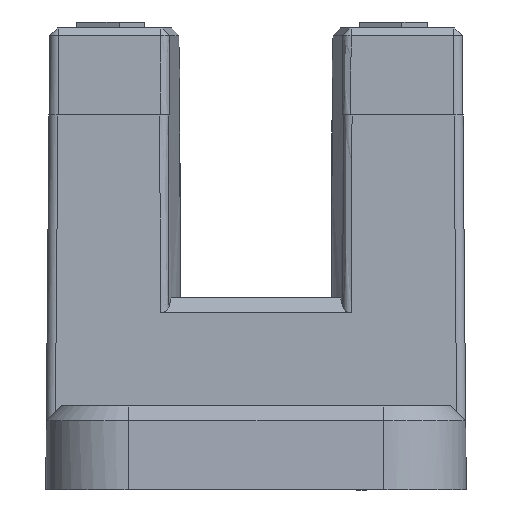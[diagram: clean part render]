
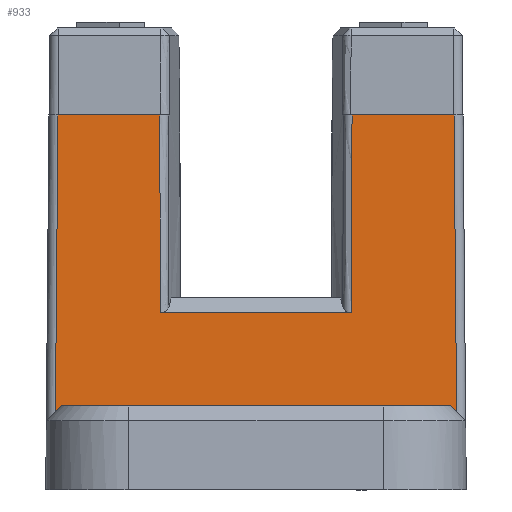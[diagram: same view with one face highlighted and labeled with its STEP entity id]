
A CAD part, left-side view. The second image highlights one B-rep face of the part: STEP entity #933.
In plain terms, the highlighted planar face has unit normal (-1, 0, 0.009).
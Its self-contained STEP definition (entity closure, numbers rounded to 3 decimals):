
#676=FACE_OUTER_BOUND('',#1282,.T.);
#933=ADVANCED_FACE('',(#676),#1112,.T.);
#1112=PLANE('',#4117);
#1282=EDGE_LOOP('',(#1769,#1770,#1771,#1772,#1773,#1774,#1775,#1776,#1777,
#1778));
#1483=ELLIPSE('',#4115,1551.95,10.835);
#1484=ELLIPSE('',#4116,1551.95,10.835);
#1769=ORIENTED_EDGE('',*,*,#3077,.F.);
#1770=ORIENTED_EDGE('',*,*,#3078,.T.);
#1771=ORIENTED_EDGE('',*,*,#3079,.T.);
#1772=ORIENTED_EDGE('',*,*,#3080,.F.);
#1773=ORIENTED_EDGE('',*,*,#3081,.T.);
#1774=ORIENTED_EDGE('',*,*,#3082,.T.);
#1775=ORIENTED_EDGE('',*,*,#3072,.F.);
#1776=ORIENTED_EDGE('',*,*,#3083,.T.);
#1777=ORIENTED_EDGE('',*,*,#3084,.T.);
#1778=ORIENTED_EDGE('',*,*,#3085,.T.);
#2699=VERTEX_POINT('',#5821);
#2700=VERTEX_POINT('',#5822);
#2701=VERTEX_POINT('',#5859);
#2702=VERTEX_POINT('',#5860);
#2703=VERTEX_POINT('',#5862);
#2704=VERTEX_POINT('',#5864);
#2705=VERTEX_POINT('',#5866);
#2706=VERTEX_POINT('',#5868);
#2707=VERTEX_POINT('',#5871);
#2708=VERTEX_POINT('',#5873);
#3072=EDGE_CURVE('',#2699,#2700,#3508,.T.);
#3077=EDGE_CURVE('',#2701,#2702,#3509,.T.);
#3078=EDGE_CURVE('',#2701,#2703,#3510,.T.);
#3079=EDGE_CURVE('',#2703,#2704,#3511,.T.);
#3080=EDGE_CURVE('',#2705,#2704,#3512,.T.);
#3081=EDGE_CURVE('',#2705,#2706,#3513,.T.);
#3082=EDGE_CURVE('',#2706,#2700,#3514,.T.);
#3083=EDGE_CURVE('',#2699,#2707,#1483,.T.);
#3084=EDGE_CURVE('',#2707,#2708,#3515,.T.);
#3085=EDGE_CURVE('',#2708,#2702,#1484,.T.);
#3508=LINE('',#5820,#3823);
#3509=LINE('',#5858,#3824);
#3510=LINE('',#5861,#3825);
#3511=LINE('',#5863,#3826);
#3512=LINE('',#5865,#3827);
#3513=LINE('',#5867,#3828);
#3514=LINE('',#5869,#3829);
#3515=LINE('',#5872,#3830);
#3823=VECTOR('',#4637,1.);
#3824=VECTOR('',#4644,1.);
#3825=VECTOR('',#4645,1.);
#3826=VECTOR('',#4646,1.);
#3827=VECTOR('',#4647,1.);
#3828=VECTOR('',#4648,1.);
#3829=VECTOR('',#4649,1.);
#3830=VECTOR('',#4652,1.);
#4115=AXIS2_PLACEMENT_3D('',#5870,#4650,#4651);
#4116=AXIS2_PLACEMENT_3D('',#5874,#4653,#4654);
#4117=AXIS2_PLACEMENT_3D('',#5875,#4655,#4656);
#4637=DIRECTION('',(0.,-1.,0.));
#4644=DIRECTION('',(0.,-1.,0.));
#4645=DIRECTION('',(-0.009,0.009,-1.));
#4646=DIRECTION('',(0.006,-0.71,0.704));
#4647=DIRECTION('',(0.,1.,0.));
#4648=DIRECTION('',(-0.006,-0.71,-0.704));
#4649=DIRECTION('',(0.009,0.009,1.));
#4650=DIRECTION('',(-1.,0.,0.009));
#4651=DIRECTION('',(-0.009,0.,-1.));
#4652=DIRECTION('',(0.,1.,0.));
#4653=DIRECTION('',(-1.,0.,0.009));
#4654=DIRECTION('',(-0.009,0.,-1.));
#4655=DIRECTION('',(-1.,0.,0.009));
#4656=DIRECTION('',(0.009,0.,1.));
#5820=CARTESIAN_POINT('',(80.548,-8.146,12.5));
#5821=CARTESIAN_POINT('',(80.548,-6.739,12.5));
#5822=CARTESIAN_POINT('',(80.548,-10.139,12.5));
#5858=CARTESIAN_POINT('',(80.548,-8.146,12.5));
#5859=CARTESIAN_POINT('',(80.548,3.062,12.5));
#5860=CARTESIAN_POINT('',(80.548,-0.33,12.5));
#5861=CARTESIAN_POINT('',(80.463,3.147,2.797));
#5862=CARTESIAN_POINT('',(80.461,3.148,2.602));
#5863=CARTESIAN_POINT('',(80.507,-2.121,7.826));
#5864=CARTESIAN_POINT('',(80.463,2.949,2.8));
#5865=CARTESIAN_POINT('',(80.463,-3.535,2.8));
#5866=CARTESIAN_POINT('',(80.463,-10.026,2.8));
#5867=CARTESIAN_POINT('',(80.507,-4.952,7.83));
#5868=CARTESIAN_POINT('',(80.461,-10.225,2.602));
#5869=CARTESIAN_POINT('',(80.549,-10.138,12.597));
#5870=CARTESIAN_POINT('',(75.171,-16.683,-603.658));
#5871=CARTESIAN_POINT('',(80.49,-6.719,5.9));
#5872=CARTESIAN_POINT('',(80.49,-3.535,5.9));
#5873=CARTESIAN_POINT('',(80.49,-0.35,5.9));
#5874=CARTESIAN_POINT('',(75.171,9.614,-603.658));
#5875=CARTESIAN_POINT('',(80.494,-3.535,6.4));
